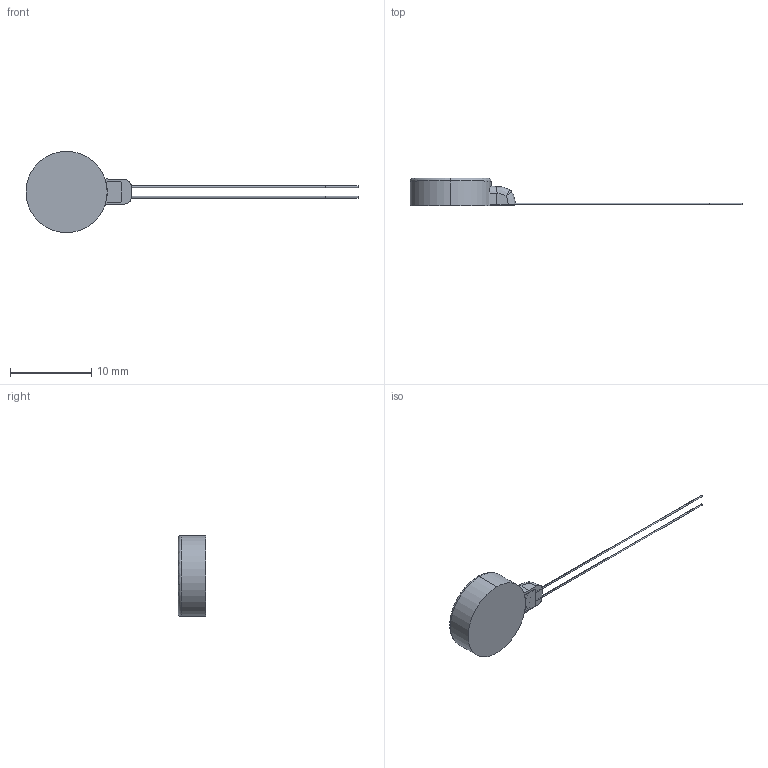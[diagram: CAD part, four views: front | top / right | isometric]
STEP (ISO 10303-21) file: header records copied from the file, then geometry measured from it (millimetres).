
FILE_DESCRIPTION (( 'STEP AP214' ), '1' );
FILE_NAME ('HD-EMC1003-3-LW27.STEP', '2025-01-23T07:41:10', ( '' ), ( '' ), 'SwSTEP 2.0', 'SolidWorks 2021', '' );
FILE_SCHEMA (( 'AUTOMOTIVE_DESIGN' ));
Length unit declared in the file: millimetre
Products named in the file (3): HD-EMC1003-3-LW27; C1027BLDCL27 v5; C1034S3871F
Assembly tree (2 placements, depth 2):
  HD-EMC1003-3-LW27
    C1034S3871F
    C1027BLDCL27 v5
Bounding box: 40.9 x 3.4 x 10 mm (x, y, z)
Volume: 268.6 mm3; surface area: 350.1 mm2
Topology: 6 solids, 9 shells, 54 faces, 116 edges, 72 vertices
Faces by surface type: plane 25, cylinder 15, bspline 14
Entity records: 3825 total; most frequent: CARTESIAN_POINT 2012, ORIENTED_EDGE 212, DIRECTION 207, EDGE_CURVE 110, AXIS2_PLACEMENT_3D 82, VERTEX_POINT 72, UNCERTAINTY_MEASURE_WITH_UNIT 66, SURFACE_STYLE_FILL_AREA 63
